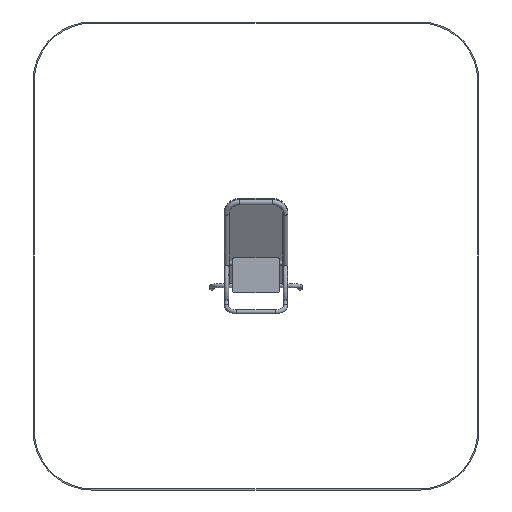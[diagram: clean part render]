
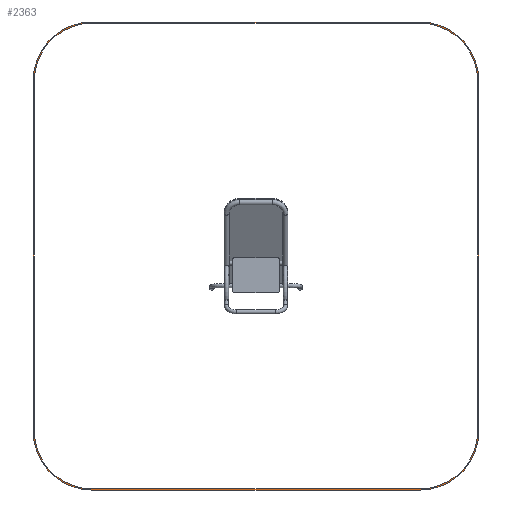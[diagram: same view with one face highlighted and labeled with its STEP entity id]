
A CAD part, front view. The second image highlights one B-rep face of the part: STEP entity #2363.
In plain terms, the highlighted planar face has unit normal (0, -1, 0).
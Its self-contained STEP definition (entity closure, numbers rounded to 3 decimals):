
#2363=ADVANCED_FACE('',(#5436,#5438),#5440,.T.);
#5436=FACE_BOUND('',#5437,.T.);
#5437=EDGE_LOOP('',(#7959,#7960,#7961,#7962,#7963,#7964,#7965,#7966));
#5438=FACE_BOUND('',#5439,.T.);
#5439=EDGE_LOOP('',(#7967,#7968,#7969,#7970,#7971,#7972,#7973,#7974));
#5440=PLANE('',#5441);
#5441=AXIS2_PLACEMENT_3D('',#5442,#5443,#5444);
#5442=CARTESIAN_POINT('',(0.,90.,0.));
#5443=DIRECTION('',(0.,-1.,0.));
#5444=DIRECTION('',(0.,0.,-1.));
#7959=ORIENTED_EDGE('',*,*,#9545,.T.);
#7960=ORIENTED_EDGE('',*,*,#9549,.T.);
#7961=ORIENTED_EDGE('',*,*,#9552,.T.);
#7962=ORIENTED_EDGE('',*,*,#9555,.T.);
#7963=ORIENTED_EDGE('',*,*,#9558,.T.);
#7964=ORIENTED_EDGE('',*,*,#9561,.T.);
#7965=ORIENTED_EDGE('',*,*,#9564,.T.);
#7966=ORIENTED_EDGE('',*,*,#9566,.T.);
#7967=ORIENTED_EDGE('',*,*,#9569,.T.);
#7968=ORIENTED_EDGE('',*,*,#9573,.T.);
#7969=ORIENTED_EDGE('',*,*,#9576,.T.);
#7970=ORIENTED_EDGE('',*,*,#9579,.T.);
#7971=ORIENTED_EDGE('',*,*,#9582,.T.);
#7972=ORIENTED_EDGE('',*,*,#9585,.T.);
#7973=ORIENTED_EDGE('',*,*,#9588,.T.);
#7974=ORIENTED_EDGE('',*,*,#9590,.T.);
#9545=EDGE_CURVE('',#10372,#10370,#10373,.T.);
#9549=EDGE_CURVE('',#10370,#10377,#10379,.T.);
#9552=EDGE_CURVE('',#10377,#10382,#10384,.T.);
#9555=EDGE_CURVE('',#10382,#10387,#10389,.T.);
#9558=EDGE_CURVE('',#10387,#10392,#10394,.T.);
#9561=EDGE_CURVE('',#10392,#10397,#10399,.T.);
#9564=EDGE_CURVE('',#10397,#10402,#10404,.T.);
#9566=EDGE_CURVE('',#10402,#10372,#10406,.T.);
#9569=EDGE_CURVE('',#10412,#10410,#10413,.T.);
#9573=EDGE_CURVE('',#10410,#10417,#10419,.T.);
#9576=EDGE_CURVE('',#10417,#10422,#10424,.T.);
#9579=EDGE_CURVE('',#10422,#10427,#10429,.T.);
#9582=EDGE_CURVE('',#10427,#10432,#10434,.T.);
#9585=EDGE_CURVE('',#10432,#10437,#10439,.T.);
#9588=EDGE_CURVE('',#10437,#10442,#10444,.T.);
#9590=EDGE_CURVE('',#10442,#10412,#10446,.T.);
#10370=VERTEX_POINT('',#11754);
#10372=VERTEX_POINT('',#11758);
#10373=CIRCLE('',#11759,500.);
#10377=VERTEX_POINT('',#11770);
#10379=LINE('',#11774,#11775);
#10382=VERTEX_POINT('',#11782);
#10384=CIRCLE('',#11786,500.);
#10387=VERTEX_POINT('',#11794);
#10389=LINE('',#11798,#11799);
#10392=VERTEX_POINT('',#11806);
#10394=CIRCLE('',#11810,500.);
#10397=VERTEX_POINT('',#11818);
#10399=LINE('',#11822,#11823);
#10402=VERTEX_POINT('',#11830);
#10404=CIRCLE('',#11834,500.);
#10406=LINE('',#11841,#11842);
#10410=VERTEX_POINT('',#11849);
#10412=VERTEX_POINT('',#11853);
#10413=LINE('',#11854,#11855);
#10417=VERTEX_POINT('',#11865);
#10419=CIRCLE('',#11869,490.);
#10422=VERTEX_POINT('',#11877);
#10424=LINE('',#11881,#11882);
#10427=VERTEX_POINT('',#11889);
#10429=CIRCLE('',#11893,490.);
#10432=VERTEX_POINT('',#11901);
#10434=LINE('',#11905,#11906);
#10437=VERTEX_POINT('',#11913);
#10439=CIRCLE('',#11917,490.);
#10442=VERTEX_POINT('',#11925);
#10444=LINE('',#11929,#11930);
#10446=CIRCLE('',#11936,490.);
#11754=CARTESIAN_POINT('',(-1259.,90.,-1959.695));
#11758=CARTESIAN_POINT('',(-1759.,90.,-1459.695));
#11759=AXIS2_PLACEMENT_3D('',#11760,#11761,#11762);
#11760=CARTESIAN_POINT('',(-1259.,90.,-1459.695));
#11761=DIRECTION('',(0.,-1.,0.));
#11762=DIRECTION('',(-1.,0.,0.));
#11770=CARTESIAN_POINT('',(1529.,90.,-1959.695));
#11774=CARTESIAN_POINT('',(-1259.,90.,-1959.695));
#11775=VECTOR('',#11776,1.);
#11776=DIRECTION('',(1.,0.,0.));
#11782=CARTESIAN_POINT('',(2029.,90.,-1459.695));
#11786=AXIS2_PLACEMENT_3D('',#11787,#11788,#11789);
#11787=CARTESIAN_POINT('',(1529.,90.,-1459.695));
#11788=DIRECTION('',(0.,-1.,0.));
#11789=DIRECTION('',(0.,0.,-1.));
#11794=CARTESIAN_POINT('',(2029.,90.,1517.792));
#11798=CARTESIAN_POINT('',(2029.,90.,-1459.695));
#11799=VECTOR('',#11800,1.);
#11800=DIRECTION('',(0.,0.,1.));
#11806=CARTESIAN_POINT('',(1529.,90.,2017.792));
#11810=AXIS2_PLACEMENT_3D('',#11811,#11812,#11813);
#11811=CARTESIAN_POINT('',(1529.,90.,1517.792));
#11812=DIRECTION('',(0.,-1.,0.));
#11813=DIRECTION('',(1.,0.,0.));
#11818=CARTESIAN_POINT('',(-1259.,90.,2017.792));
#11822=CARTESIAN_POINT('',(1529.,90.,2017.792));
#11823=VECTOR('',#11824,1.);
#11824=DIRECTION('',(-1.,0.,0.));
#11830=CARTESIAN_POINT('',(-1759.,90.,1517.792));
#11834=AXIS2_PLACEMENT_3D('',#11835,#11836,#11837);
#11835=CARTESIAN_POINT('',(-1259.,90.,1517.792));
#11836=DIRECTION('',(0.,-1.,0.));
#11837=DIRECTION('',(0.,0.,1.));
#11841=CARTESIAN_POINT('',(-1759.,90.,1517.792));
#11842=VECTOR('',#11843,1.);
#11843=DIRECTION('',(0.,0.,-1.));
#11849=CARTESIAN_POINT('',(-1749.,90.,1517.792));
#11853=CARTESIAN_POINT('',(-1749.,90.,-1459.695));
#11854=CARTESIAN_POINT('',(-1749.,90.,-1459.695));
#11855=VECTOR('',#11856,1.);
#11856=DIRECTION('',(0.,0.,1.));
#11865=CARTESIAN_POINT('',(-1259.,90.,2007.792));
#11869=AXIS2_PLACEMENT_3D('',#11870,#11871,#11872);
#11870=CARTESIAN_POINT('',(-1259.,90.,1517.792));
#11871=DIRECTION('',(0.,1.,0.));
#11872=DIRECTION('',(-1.,0.,0.));
#11877=CARTESIAN_POINT('',(1529.,90.,2007.792));
#11881=CARTESIAN_POINT('',(-1259.,90.,2007.792));
#11882=VECTOR('',#11883,1.);
#11883=DIRECTION('',(1.,0.,0.));
#11889=CARTESIAN_POINT('',(2019.,90.,1517.792));
#11893=AXIS2_PLACEMENT_3D('',#11894,#11895,#11896);
#11894=CARTESIAN_POINT('',(1529.,90.,1517.792));
#11895=DIRECTION('',(0.,1.,0.));
#11896=DIRECTION('',(0.,0.,1.));
#11901=CARTESIAN_POINT('',(2019.,90.,-1459.695));
#11905=CARTESIAN_POINT('',(2019.,90.,1517.792));
#11906=VECTOR('',#11907,1.);
#11907=DIRECTION('',(0.,0.,-1.));
#11913=CARTESIAN_POINT('',(1529.,90.,-1949.695));
#11917=AXIS2_PLACEMENT_3D('',#11918,#11919,#11920);
#11918=CARTESIAN_POINT('',(1529.,90.,-1459.695));
#11919=DIRECTION('',(0.,1.,0.));
#11920=DIRECTION('',(1.,0.,0.));
#11925=CARTESIAN_POINT('',(-1259.,90.,-1949.695));
#11929=CARTESIAN_POINT('',(1529.,90.,-1949.695));
#11930=VECTOR('',#11931,1.);
#11931=DIRECTION('',(-1.,0.,0.));
#11936=AXIS2_PLACEMENT_3D('',#11937,#11938,#11939);
#11937=CARTESIAN_POINT('',(-1259.,90.,-1459.695));
#11938=DIRECTION('',(0.,1.,0.));
#11939=DIRECTION('',(0.,0.,-1.));
